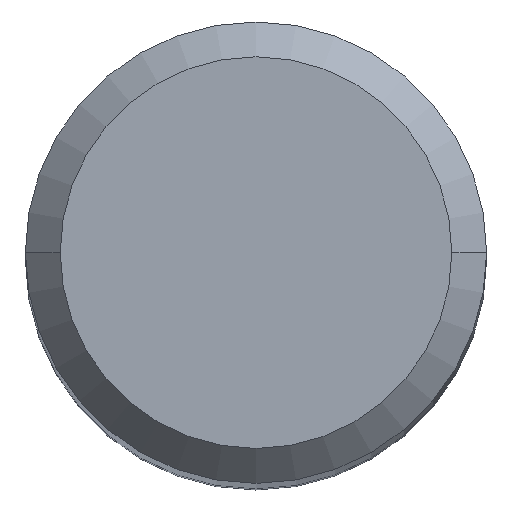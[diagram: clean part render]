
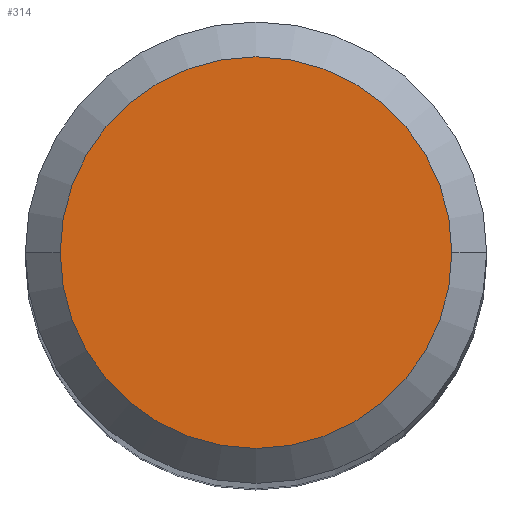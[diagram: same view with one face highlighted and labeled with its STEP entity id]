
A CAD part, top view. The second image highlights one B-rep face of the part: STEP entity #314.
In plain terms, the highlighted planar face has unit normal (0, 0, 1).
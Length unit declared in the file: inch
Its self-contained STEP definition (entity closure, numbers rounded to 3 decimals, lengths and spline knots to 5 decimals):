
#30 = ORIENTED_EDGE ( 'NONE', *, *, #256, .T. ) ;
#41 = VERTEX_POINT ( 'NONE', #73 ) ;
#73 = CARTESIAN_POINT ( 'NONE',  ( 0.17545, 0., 0. ) ) ;
#94 = CIRCLE ( 'NONE', #115, 0.17545 ) ;
#96 = EDGE_LOOP ( 'NONE', ( #301, #30 ) ) ;
#110 = CARTESIAN_POINT ( 'NONE',  ( 0., 0., 0. ) ) ;
#112 = DIRECTION ( 'NONE',  ( 0., 0., 1. ) ) ;
#114 = DIRECTION ( 'NONE',  ( -1., 0., 0. ) ) ;
#115 = AXIS2_PLACEMENT_3D ( 'NONE', #231, #112, #230 ) ;
#166 = CARTESIAN_POINT ( 'NONE',  ( -0.17545, 0., 0. ) ) ;
#181 = VERTEX_POINT ( 'NONE', #166 ) ;
#183 = AXIS2_PLACEMENT_3D ( 'NONE', #389, #386, #114 ) ;
#204 = PLANE ( 'NONE',  #183 ) ;
#216 = EDGE_CURVE ( 'NONE', #181, #41, #305, .T. ) ;
#228 = DIRECTION ( 'NONE',  ( 0., 0., 1. ) ) ;
#230 = DIRECTION ( 'NONE',  ( 1., 0., 0. ) ) ;
#231 = CARTESIAN_POINT ( 'NONE',  ( 0., 0., 0. ) ) ;
#233 = AXIS2_PLACEMENT_3D ( 'NONE', #110, #228, #321 ) ;
#234 = FACE_OUTER_BOUND ( 'NONE', #96, .T. ) ;
#256 = EDGE_CURVE ( 'NONE', #41, #181, #94, .T. ) ;
#301 = ORIENTED_EDGE ( 'NONE', *, *, #216, .T. ) ;
#305 = CIRCLE ( 'NONE', #233, 0.17545 ) ;
#314 = ADVANCED_FACE ( 'NONE', ( #234 ), #204, .F. ) ;
#321 = DIRECTION ( 'NONE',  ( 1., 0., 0. ) ) ;
#386 = DIRECTION ( 'NONE',  ( 0., 0., -1. ) ) ;
#389 = CARTESIAN_POINT ( 'NONE',  ( 0., 0., 0. ) ) ;
